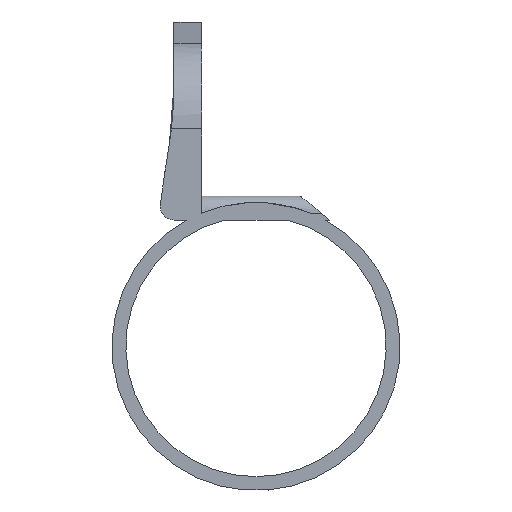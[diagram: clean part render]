
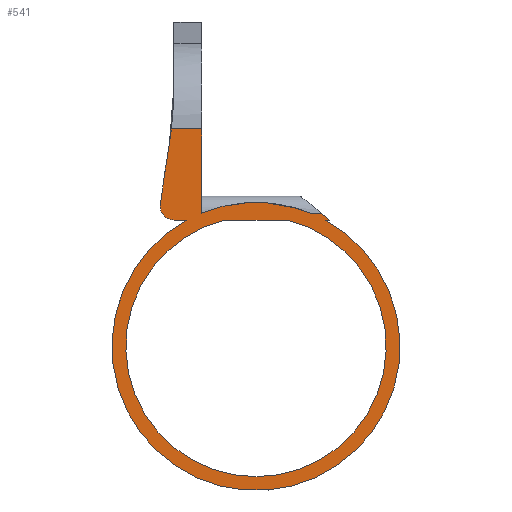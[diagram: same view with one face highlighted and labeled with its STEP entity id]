
A CAD part, front view. The second image highlights one B-rep face of the part: STEP entity #541.
In plain terms, the highlighted planar face has unit normal (0, -1, 0).
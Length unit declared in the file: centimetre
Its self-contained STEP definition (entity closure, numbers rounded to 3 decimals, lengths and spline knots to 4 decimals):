
#19=FACE_BOUND('',#174,.T.);
#38=LINE('',#899,#74);
#47=LINE('',#974,#83);
#54=LINE('',#993,#90);
#60=LINE('',#1041,#96);
#62=LINE('',#1054,#98);
#63=LINE('',#1058,#99);
#64=LINE('',#1061,#100);
#74=VECTOR('',#643,1.);
#83=VECTOR('',#678,1.);
#90=VECTOR('',#695,1.);
#96=VECTOR('',#717,1.);
#98=VECTOR('',#731,1.);
#99=VECTOR('',#736,1.);
#100=VECTOR('',#739,1.);
#117=PLANE('',#609);
#139=FACE_OUTER_BOUND('',#173,.T.);
#173=EDGE_LOOP('',(#459,#460,#461,#462,#463,#464,#465,#466,#467,#468,#469,
#470));
#174=EDGE_LOOP('',(#471,#472));
#206=CIRCLE('',#594,4.15);
#207=CIRCLE('',#597,3.75);
#208=CIRCLE('',#599,4.15);
#215=CIRCLE('',#610,10.);
#216=CIRCLE('',#611,115.75);
#221=B_SPLINE_CURVE_WITH_KNOTS('',3,(#823,#824,#825,#826,#827,#828,#829,
#830,#831,#832,#833,#834),.UNSPECIFIED.,.F.,.F.,(4,2,2,2,2,4),(0.,0.1577,
0.3147,0.471,0.5771,0.6831),
 .UNSPECIFIED.);
#226=B_SPLINE_CURVE_WITH_KNOTS('',3,(#956,#957,#958,#959,#960,#961),
 .UNSPECIFIED.,.F.,.F.,(4,2,4),(-0.6832,-0.6732,0.),
 .UNSPECIFIED.);
#232=VERTEX_POINT('',#821);
#233=VERTEX_POINT('',#822);
#241=VERTEX_POINT('',#897);
#254=VERTEX_POINT('',#955);
#256=VERTEX_POINT('',#970);
#258=VERTEX_POINT('',#973);
#265=VERTEX_POINT('',#992);
#267=VERTEX_POINT('',#1015);
#268=VERTEX_POINT('',#1017);
#269=VERTEX_POINT('',#1021);
#271=VERTEX_POINT('',#1024);
#276=VERTEX_POINT('',#1052);
#278=VERTEX_POINT('',#1060);
#279=VERTEX_POINT('',#1062);
#284=EDGE_CURVE('',#232,#233,#221,.T.);
#295=EDGE_CURVE('',#232,#241,#38,.T.);
#311=EDGE_CURVE('',#233,#254,#226,.T.);
#315=EDGE_CURVE('',#258,#256,#47,.T.);
#325=EDGE_CURVE('',#265,#258,#54,.T.);
#327=EDGE_CURVE('',#265,#241,#206,.T.);
#331=EDGE_CURVE('',#267,#268,#207,.T.);
#334=EDGE_CURVE('',#269,#271,#208,.T.);
#336=EDGE_CURVE('',#267,#268,#60,.T.);
#343=EDGE_CURVE('',#269,#276,#62,.T.);
#345=EDGE_CURVE('',#271,#256,#63,.T.);
#346=EDGE_CURVE('',#278,#276,#64,.T.);
#347=EDGE_CURVE('',#279,#278,#215,.T.);
#348=EDGE_CURVE('',#254,#279,#216,.T.);
#459=ORIENTED_EDGE('',*,*,#284,.F.);
#460=ORIENTED_EDGE('',*,*,#295,.T.);
#461=ORIENTED_EDGE('',*,*,#327,.F.);
#462=ORIENTED_EDGE('',*,*,#325,.T.);
#463=ORIENTED_EDGE('',*,*,#315,.T.);
#464=ORIENTED_EDGE('',*,*,#345,.F.);
#465=ORIENTED_EDGE('',*,*,#334,.F.);
#466=ORIENTED_EDGE('',*,*,#343,.T.);
#467=ORIENTED_EDGE('',*,*,#346,.F.);
#468=ORIENTED_EDGE('',*,*,#347,.F.);
#469=ORIENTED_EDGE('',*,*,#348,.F.);
#470=ORIENTED_EDGE('',*,*,#311,.F.);
#471=ORIENTED_EDGE('',*,*,#336,.T.);
#472=ORIENTED_EDGE('',*,*,#331,.F.);
#541=ADVANCED_FACE('',(#139,#19),#117,.T.);
#594=AXIS2_PLACEMENT_3D('',#996,#699,#700);
#597=AXIS2_PLACEMENT_3D('',#1018,#707,#708);
#599=AXIS2_PLACEMENT_3D('',#1025,#713,#714);
#609=AXIS2_PLACEMENT_3D('',#1059,#737,#738);
#610=AXIS2_PLACEMENT_3D('',#1063,#740,#741);
#611=AXIS2_PLACEMENT_3D('',#1064,#742,#743);
#643=DIRECTION('',(1.,0.,0.));
#678=DIRECTION('',(-0.778,0.,0.628));
#695=DIRECTION('',(1.,0.,0.));
#699=DIRECTION('center_axis',(0.,1.,0.));
#700=DIRECTION('ref_axis',(1.,0.,0.));
#707=DIRECTION('center_axis',(0.,-1.,0.));
#708=DIRECTION('ref_axis',(1.,0.,0.));
#713=DIRECTION('center_axis',(0.,1.,0.));
#714=DIRECTION('ref_axis',(1.,0.,0.));
#717=DIRECTION('',(1.,0.,0.));
#731=DIRECTION('',(0.,0.,1.));
#736=DIRECTION('',(1.,0.,0.));
#737=DIRECTION('center_axis',(0.,-1.,0.));
#738=DIRECTION('ref_axis',(0.,0.,-1.));
#739=DIRECTION('',(1.,0.,0.));
#740=DIRECTION('center_axis',(0.,-1.,0.));
#741=DIRECTION('ref_axis',(0.95,0.,-0.312));
#742=DIRECTION('center_axis',(0.,1.,0.));
#743=DIRECTION('ref_axis',(-0.988,0.,0.157));
#821=CARTESIAN_POINT('',(0.0087,0.,-5.6898));
#822=CARTESIAN_POINT('',(-0.3893,0.,-5.2381));
#823=CARTESIAN_POINT('Ctrl Pts',(0.0087,0.,
-5.6898));
#824=CARTESIAN_POINT('Ctrl Pts',(-0.0439,0.,
-5.6898));
#825=CARTESIAN_POINT('Ctrl Pts',(-0.0959,0.,
-5.6796));
#826=CARTESIAN_POINT('Ctrl Pts',(-0.1929,0.,
-5.6397));
#827=CARTESIAN_POINT('Ctrl Pts',(-0.237,0.,
-5.6105));
#828=CARTESIAN_POINT('Ctrl Pts',(-0.3112,0.,
-5.537));
#829=CARTESIAN_POINT('Ctrl Pts',(-0.3407,0.,
-5.4935));
#830=CARTESIAN_POINT('Ctrl Pts',(-0.3748,0.,
-5.4129));
#831=CARTESIAN_POINT('Ctrl Pts',(-0.3842,0.,
-5.3787));
#832=CARTESIAN_POINT('Ctrl Pts',(-0.3938,0.,
-5.3086));
#833=CARTESIAN_POINT('Ctrl Pts',(-0.3939,0.,
-5.2732));
#834=CARTESIAN_POINT('Ctrl Pts',(-0.3893,0.,
-5.2381));
#897=CARTESIAN_POINT('',(0.3773,0.,-5.6898));
#899=CARTESIAN_POINT('',(0.,0.,-5.6898));
#955=CARTESIAN_POINT('',(-0.2948,0.,-4.5584));
#956=CARTESIAN_POINT('Ctrl Pts',(-0.3893,0.,-5.2381));
#957=CARTESIAN_POINT('Ctrl Pts',(-0.3889,0.,-5.2348));
#958=CARTESIAN_POINT('Ctrl Pts',(-0.3884,0.,
-5.2315));
#959=CARTESIAN_POINT('Ctrl Pts',(-0.359,0.,
-5.0064));
#960=CARTESIAN_POINT('Ctrl Pts',(-0.3278,0.,
-4.7804));
#961=CARTESIAN_POINT('Ctrl Pts',(-0.2948,0.,
-4.5585));
#970=CARTESIAN_POINT('',(4.261,0.,-5.5));
#973=CARTESIAN_POINT('',(4.4962,0.,-5.6898));
#974=CARTESIAN_POINT('',(2.052,0.,-3.7173));
#992=CARTESIAN_POINT('',(4.3585,0.,-5.6898));
#993=CARTESIAN_POINT('',(0.,0.,-5.6898));
#996=CARTESIAN_POINT('Origin',(2.3679,0.,-9.3312));
#1015=CARTESIAN_POINT('',(1.472,0.,-5.6898));
#1017=CARTESIAN_POINT('',(3.2638,0.,-5.6898));
#1018=CARTESIAN_POINT('Origin',(2.3679,0.,-9.3312));
#1021=CARTESIAN_POINT('',(0.8,0.,-5.4888));
#1024=CARTESIAN_POINT('',(3.963,0.,-5.5));
#1025=CARTESIAN_POINT('Origin',(2.3679,0.,-9.3312));
#1041=CARTESIAN_POINT('',(0.,0.,-5.6898));
#1052=CARTESIAN_POINT('',(0.8,0.,-3.065));
#1054=CARTESIAN_POINT('',(0.8,0.,-0.5));
#1058=CARTESIAN_POINT('',(0.,0.,-5.5));
#1059=CARTESIAN_POINT('Origin',(0.,0.,-1.));
#1060=CARTESIAN_POINT('',(-0.0708,0.,-3.065));
#1061=CARTESIAN_POINT('',(0.,0.,-3.065));
#1062=CARTESIAN_POINT('',(-0.1236,0.,-3.4452));
#1063=CARTESIAN_POINT('Origin',(-10.,0.,-1.8775));
#1064=CARTESIAN_POINT('Origin',(114.1952,0.,-21.5908));
